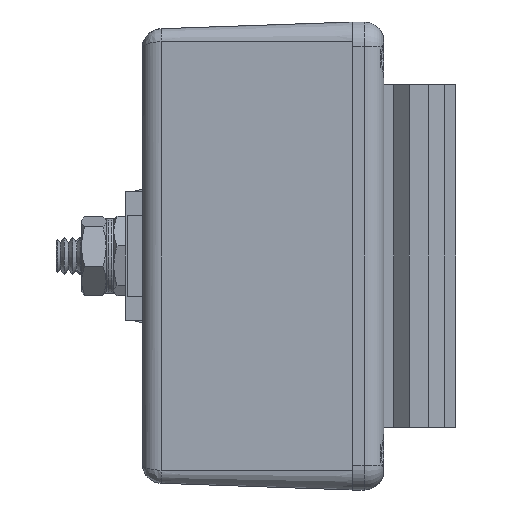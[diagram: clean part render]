
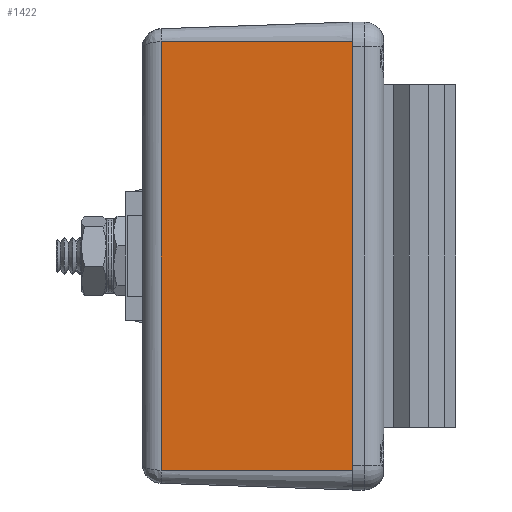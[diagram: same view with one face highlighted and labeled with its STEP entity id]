
A CAD part, left-side view. The second image highlights one B-rep face of the part: STEP entity #1422.
In plain terms, the highlighted planar face has unit normal (-0.999, 0.035, 0).
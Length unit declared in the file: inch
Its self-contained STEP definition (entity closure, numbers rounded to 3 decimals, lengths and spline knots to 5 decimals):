
#168 = ORIENTED_EDGE ( 'NONE', *, *, #24616, .T. ) ;
#456 = FACE_OUTER_BOUND ( 'NONE', #21924, .T. ) ;
#1104 = DIRECTION ( 'NONE',  ( -0.035, -0.999, 0. ) ) ;
#1422 = ADVANCED_FACE ( 'NONE', ( #456 ), #23952, .T. ) ;
#2879 = DIRECTION ( 'NONE',  ( 0., 0., -1. ) ) ;
#3460 = CARTESIAN_POINT ( 'NONE',  ( -2.188, 0., 1.085 ) ) ;
#3750 = DIRECTION ( 'NONE',  ( 0., 0., 1. ) ) ;
#4200 = VECTOR ( 'NONE', #11954, 39.37008 ) ;
#6790 = AXIS2_PLACEMENT_3D ( 'NONE', #35624, #9306, #21062 ) ;
#8422 = EDGE_CURVE ( 'NONE', #26434, #32360, #9237, .T. ) ;
#9237 = LINE ( 'NONE', #3460, #4200 ) ;
#9306 = DIRECTION ( 'NONE',  ( -0.999, 0.035, 0. ) ) ;
#10343 = CARTESIAN_POINT ( 'NONE',  ( -2.188, 0., -1.085 ) ) ;
#11873 = ORIENTED_EDGE ( 'NONE', *, *, #19165, .T. ) ;
#11954 = DIRECTION ( 'NONE',  ( -0.035, -0.999, 0. ) ) ;
#14751 = CARTESIAN_POINT ( 'NONE',  ( -2.188, 0., -1.085 ) ) ;
#15046 = VERTEX_POINT ( 'NONE', #14751 ) ;
#16968 = EDGE_CURVE ( 'NONE', #30911, #15046, #33194, .T. ) ;
#19165 = EDGE_CURVE ( 'NONE', #26434, #30911, #23502, .T. ) ;
#20799 = CARTESIAN_POINT ( 'NONE',  ( -2.15421, 0.96749, -1.085 ) ) ;
#21062 = DIRECTION ( 'NONE',  ( -0.035, -0.999, 0. ) ) ;
#21924 = EDGE_LOOP ( 'NONE', ( #22103, #11873, #27557, #168 ) ) ;
#22103 = ORIENTED_EDGE ( 'NONE', *, *, #8422, .F. ) ;
#23351 = CARTESIAN_POINT ( 'NONE',  ( -2.15421, 0.96749, -1.085 ) ) ;
#23502 = LINE ( 'NONE', #20799, #37132 ) ;
#23952 = PLANE ( 'NONE',  #6790 ) ;
#24616 = EDGE_CURVE ( 'NONE', #15046, #32360, #30892, .T. ) ;
#26434 = VERTEX_POINT ( 'NONE', #28874 ) ;
#27557 = ORIENTED_EDGE ( 'NONE', *, *, #16968, .T. ) ;
#27664 = VECTOR ( 'NONE', #3750, 39.37008 ) ;
#27842 = VECTOR ( 'NONE', #1104, 39.37008 ) ;
#28874 = CARTESIAN_POINT ( 'NONE',  ( -2.15421, 0.96749, 1.085 ) ) ;
#30127 = CARTESIAN_POINT ( 'NONE',  ( -2.188, 0., -1.085 ) ) ;
#30892 = LINE ( 'NONE', #30127, #27664 ) ;
#30911 = VERTEX_POINT ( 'NONE', #23351 ) ;
#32360 = VERTEX_POINT ( 'NONE', #35935 ) ;
#33194 = LINE ( 'NONE', #10343, #27842 ) ;
#35624 = CARTESIAN_POINT ( 'NONE',  ( -2.188, 0., -1.085 ) ) ;
#35935 = CARTESIAN_POINT ( 'NONE',  ( -2.188, 0., 1.085 ) ) ;
#37132 = VECTOR ( 'NONE', #2879, 39.37008 ) ;
